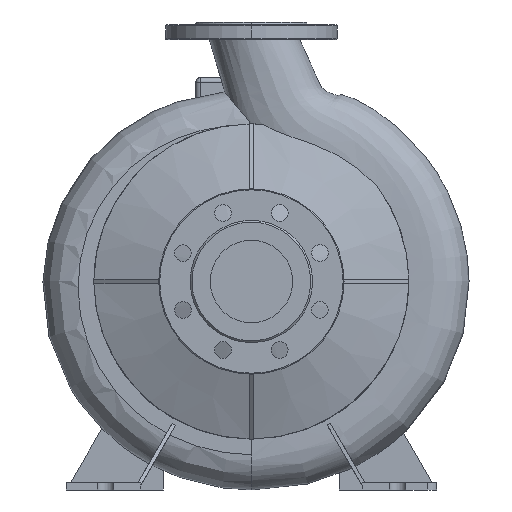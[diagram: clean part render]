
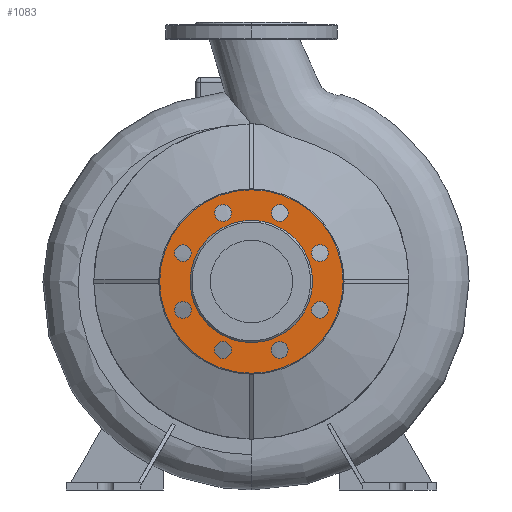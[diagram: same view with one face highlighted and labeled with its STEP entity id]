
A CAD part, left-side view. The second image highlights one B-rep face of the part: STEP entity #1083.
In plain terms, the highlighted planar face has unit normal (-1, 0, 0).
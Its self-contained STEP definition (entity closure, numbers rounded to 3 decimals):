
#130=CARTESIAN_POINT('',(-123.,66.0,225.0));
#131=VERTEX_POINT('',#130);
#140=CARTESIAN_POINT('',(-123.,-66.0,225.0));
#141=VERTEX_POINT('',#140);
#142=CARTESIAN_POINT('',(-123.,0.0,225.0));
#143=DIRECTION('',(1.0,0.0,0.0));
#144=DIRECTION('',(0.0,1.0,0.0));
#145=AXIS2_PLACEMENT_3D('',#142,#143,#144);
#146=CIRCLE('',#145,66.0);
#147=EDGE_CURVE('',#141,#131,#146,.T.);
#216=CARTESIAN_POINT('',(-123.,0.0,126.0));
#217=VERTEX_POINT('',#216);
#243=CARTESIAN_POINT('',(-123.,0.,324.0));
#244=VERTEX_POINT('',#243);
#252=CARTESIAN_POINT('',(-123.,0.0,225.0));
#253=DIRECTION('',(1.0,0.0,0.0));
#254=DIRECTION('',(0.0,-1.0,0.0));
#255=AXIS2_PLACEMENT_3D('',#252,#253,#254);
#256=CIRCLE('',#255,99.0);
#257=EDGE_CURVE('',#244,#217,#256,.T.);
#362=CARTESIAN_POINT('',(-123.,21.615,298.91));
#363=VERTEX_POINT('',#362);
#379=CARTESIAN_POINT('',(-123.,39.615,298.91));
#380=VERTEX_POINT('',#379);
#387=CARTESIAN_POINT('',(-123.,30.615,298.91));
#388=DIRECTION('',(1.0,0.0,0.0));
#389=DIRECTION('',(0.0,-1.0,0.0));
#390=AXIS2_PLACEMENT_3D('',#387,#388,#389);
#391=CIRCLE('',#390,9.0);
#392=EDGE_CURVE('',#363,#380,#391,.T.);
#404=CARTESIAN_POINT('',(-123.,67.546,261.979));
#405=VERTEX_POINT('',#404);
#421=CARTESIAN_POINT('',(-123.,80.274,249.251));
#422=VERTEX_POINT('',#421);
#429=CARTESIAN_POINT('',(-123.,73.91,255.615));
#430=DIRECTION('',(1.0,0.0,0.0));
#431=DIRECTION('',(0.0,-0.707,0.707));
#432=AXIS2_PLACEMENT_3D('',#429,#430,#431);
#433=CIRCLE('',#432,9.0);
#434=EDGE_CURVE('',#405,#422,#433,.T.);
#446=CARTESIAN_POINT('',(-123.,73.91,203.385));
#447=VERTEX_POINT('',#446);
#463=CARTESIAN_POINT('',(-123.,73.91,185.385));
#464=VERTEX_POINT('',#463);
#471=CARTESIAN_POINT('',(-123.,73.91,194.385));
#472=DIRECTION('',(1.0,0.0,0.0));
#473=DIRECTION('',(0.0,0.0,1.0));
#474=AXIS2_PLACEMENT_3D('',#471,#472,#473);
#475=CIRCLE('',#474,9.0);
#476=EDGE_CURVE('',#447,#464,#475,.T.);
#488=CARTESIAN_POINT('',(-123.,36.979,157.454));
#489=VERTEX_POINT('',#488);
#505=CARTESIAN_POINT('',(-123.,24.251,144.726));
#506=VERTEX_POINT('',#505);
#513=CARTESIAN_POINT('',(-123.,30.615,151.09));
#514=DIRECTION('',(1.0,0.0,0.0));
#515=DIRECTION('',(0.0,0.707,0.707));
#516=AXIS2_PLACEMENT_3D('',#513,#514,#515);
#517=CIRCLE('',#516,9.0);
#518=EDGE_CURVE('',#489,#506,#517,.T.);
#530=CARTESIAN_POINT('',(-123.,-21.615,151.09));
#531=VERTEX_POINT('',#530);
#547=CARTESIAN_POINT('',(-123.,-39.615,151.09));
#548=VERTEX_POINT('',#547);
#555=CARTESIAN_POINT('',(-123.,-30.615,151.09));
#556=DIRECTION('',(1.0,0.0,0.0));
#557=DIRECTION('',(0.0,1.0,0.0));
#558=AXIS2_PLACEMENT_3D('',#555,#556,#557);
#559=CIRCLE('',#558,9.0);
#560=EDGE_CURVE('',#531,#548,#559,.T.);
#572=CARTESIAN_POINT('',(-123.,-67.546,188.021));
#573=VERTEX_POINT('',#572);
#589=CARTESIAN_POINT('',(-123.,-80.274,200.749));
#590=VERTEX_POINT('',#589);
#597=CARTESIAN_POINT('',(-123.,-73.91,194.385));
#598=DIRECTION('',(1.0,0.0,0.0));
#599=DIRECTION('',(0.0,0.707,-0.707));
#600=AXIS2_PLACEMENT_3D('',#597,#598,#599);
#601=CIRCLE('',#600,9.0);
#602=EDGE_CURVE('',#573,#590,#601,.T.);
#614=CARTESIAN_POINT('',(-123.,-73.91,246.615));
#615=VERTEX_POINT('',#614);
#631=CARTESIAN_POINT('',(-123.,-73.91,264.615));
#632=VERTEX_POINT('',#631);
#639=CARTESIAN_POINT('',(-123.,-73.91,255.615));
#640=DIRECTION('',(1.0,0.0,0.0));
#641=DIRECTION('',(0.0,0.0,-1.0));
#642=AXIS2_PLACEMENT_3D('',#639,#640,#641);
#643=CIRCLE('',#642,9.0);
#644=EDGE_CURVE('',#615,#632,#643,.T.);
#656=CARTESIAN_POINT('',(-123.,-36.979,292.546));
#657=VERTEX_POINT('',#656);
#673=CARTESIAN_POINT('',(-123.,-24.251,305.274));
#674=VERTEX_POINT('',#673);
#681=CARTESIAN_POINT('',(-123.,-30.615,298.91));
#682=DIRECTION('',(1.,0.0,0.0));
#683=DIRECTION('',(0.0,-0.707,-0.707));
#684=AXIS2_PLACEMENT_3D('',#681,#682,#683);
#685=CIRCLE('',#684,9.0);
#686=EDGE_CURVE('',#657,#674,#685,.T.);
#697=CARTESIAN_POINT('',(-123.,-30.615,298.91));
#698=DIRECTION('',(1.,0.0,0.0));
#699=DIRECTION('',(0.0,-0.707,-0.707));
#700=AXIS2_PLACEMENT_3D('',#697,#698,#699);
#701=CIRCLE('',#700,9.0);
#702=EDGE_CURVE('',#674,#657,#701,.T.);
#721=CARTESIAN_POINT('',(-123.,-73.91,255.615));
#722=DIRECTION('',(1.0,0.0,0.0));
#723=DIRECTION('',(0.0,0.0,-1.0));
#724=AXIS2_PLACEMENT_3D('',#721,#722,#723);
#725=CIRCLE('',#724,9.0);
#726=EDGE_CURVE('',#632,#615,#725,.T.);
#745=CARTESIAN_POINT('',(-123.,-73.91,194.385));
#746=DIRECTION('',(1.0,0.0,0.0));
#747=DIRECTION('',(0.0,0.707,-0.707));
#748=AXIS2_PLACEMENT_3D('',#745,#746,#747);
#749=CIRCLE('',#748,9.0);
#750=EDGE_CURVE('',#590,#573,#749,.T.);
#769=CARTESIAN_POINT('',(-123.,-30.615,151.09));
#770=DIRECTION('',(1.0,0.0,0.0));
#771=DIRECTION('',(0.0,1.0,0.0));
#772=AXIS2_PLACEMENT_3D('',#769,#770,#771);
#773=CIRCLE('',#772,9.0);
#774=EDGE_CURVE('',#548,#531,#773,.T.);
#793=CARTESIAN_POINT('',(-123.,30.615,151.09));
#794=DIRECTION('',(1.0,0.0,0.0));
#795=DIRECTION('',(0.0,0.707,0.707));
#796=AXIS2_PLACEMENT_3D('',#793,#794,#795);
#797=CIRCLE('',#796,9.0);
#798=EDGE_CURVE('',#506,#489,#797,.T.);
#817=CARTESIAN_POINT('',(-123.,73.91,194.385));
#818=DIRECTION('',(1.0,0.0,0.0));
#819=DIRECTION('',(0.0,0.0,1.0));
#820=AXIS2_PLACEMENT_3D('',#817,#818,#819);
#821=CIRCLE('',#820,9.0);
#822=EDGE_CURVE('',#464,#447,#821,.T.);
#841=CARTESIAN_POINT('',(-123.,73.91,255.615));
#842=DIRECTION('',(1.0,0.0,0.0));
#843=DIRECTION('',(0.0,-0.707,0.707));
#844=AXIS2_PLACEMENT_3D('',#841,#842,#843);
#845=CIRCLE('',#844,9.0);
#846=EDGE_CURVE('',#422,#405,#845,.T.);
#865=CARTESIAN_POINT('',(-123.,30.615,298.91));
#866=DIRECTION('',(1.0,0.0,0.0));
#867=DIRECTION('',(0.0,-1.0,0.0));
#868=AXIS2_PLACEMENT_3D('',#865,#866,#867);
#869=CIRCLE('',#868,9.0);
#870=EDGE_CURVE('',#380,#363,#869,.T.);
#943=CARTESIAN_POINT('',(-123.,99.0,225.0));
#944=VERTEX_POINT('',#943);
#945=CARTESIAN_POINT('',(-123.,0.0,225.0));
#946=DIRECTION('',(1.0,0.0,0.0));
#947=DIRECTION('',(0.0,-1.0,0.0));
#948=AXIS2_PLACEMENT_3D('',#945,#946,#947);
#949=CIRCLE('',#948,99.0);
#950=EDGE_CURVE('',#217,#944,#949,.T.);
#952=CARTESIAN_POINT('',(-123.,0.0,225.0));
#953=DIRECTION('',(1.0,0.0,0.0));
#954=DIRECTION('',(0.0,-1.0,0.0));
#955=AXIS2_PLACEMENT_3D('',#952,#953,#954);
#956=CIRCLE('',#955,99.0);
#957=EDGE_CURVE('',#944,#244,#956,.T.);
#1027=CARTESIAN_POINT('',(-123.,0.0,225.0));
#1028=DIRECTION('',(1.0,0.0,0.0));
#1029=DIRECTION('',(0.0,1.0,0.0));
#1030=AXIS2_PLACEMENT_3D('',#1027,#1028,#1029);
#1031=CIRCLE('',#1030,66.0);
#1032=EDGE_CURVE('',#131,#141,#1031,.T.);
#1037=CARTESIAN_POINT('',(-123.,-56.569,281.569));
#1038=DIRECTION('',(-1.0,0.0,0.0));
#1039=DIRECTION('',(0.0,-1.0,0.0));
#1040=AXIS2_PLACEMENT_3D('',#1037,#1038,#1039);
#1041=PLANE('',#1040);
#1042=ORIENTED_EDGE('',*,*,#957,.F.);
#1043=ORIENTED_EDGE('',*,*,#950,.F.);
#1044=ORIENTED_EDGE('',*,*,#257,.F.);
#1045=EDGE_LOOP('',(#1042,#1043,#1044));
#1046=FACE_OUTER_BOUND('',#1045,.T.);
#1047=ORIENTED_EDGE('',*,*,#702,.T.);
#1048=ORIENTED_EDGE('',*,*,#686,.T.);
#1049=EDGE_LOOP('',(#1047,#1048));
#1050=FACE_BOUND('',#1049,.T.);
#1051=ORIENTED_EDGE('',*,*,#726,.T.);
#1052=ORIENTED_EDGE('',*,*,#644,.T.);
#1053=EDGE_LOOP('',(#1051,#1052));
#1054=FACE_BOUND('',#1053,.T.);
#1055=ORIENTED_EDGE('',*,*,#750,.T.);
#1056=ORIENTED_EDGE('',*,*,#602,.T.);
#1057=EDGE_LOOP('',(#1055,#1056));
#1058=FACE_BOUND('',#1057,.T.);
#1059=ORIENTED_EDGE('',*,*,#774,.T.);
#1060=ORIENTED_EDGE('',*,*,#560,.T.);
#1061=EDGE_LOOP('',(#1059,#1060));
#1062=FACE_BOUND('',#1061,.T.);
#1063=ORIENTED_EDGE('',*,*,#798,.T.);
#1064=ORIENTED_EDGE('',*,*,#518,.T.);
#1065=EDGE_LOOP('',(#1063,#1064));
#1066=FACE_BOUND('',#1065,.T.);
#1067=ORIENTED_EDGE('',*,*,#822,.T.);
#1068=ORIENTED_EDGE('',*,*,#476,.T.);
#1069=EDGE_LOOP('',(#1067,#1068));
#1070=FACE_BOUND('',#1069,.T.);
#1071=ORIENTED_EDGE('',*,*,#846,.T.);
#1072=ORIENTED_EDGE('',*,*,#434,.T.);
#1073=EDGE_LOOP('',(#1071,#1072));
#1074=FACE_BOUND('',#1073,.T.);
#1075=ORIENTED_EDGE('',*,*,#870,.T.);
#1076=ORIENTED_EDGE('',*,*,#392,.T.);
#1077=EDGE_LOOP('',(#1075,#1076));
#1078=FACE_BOUND('',#1077,.T.);
#1079=ORIENTED_EDGE('',*,*,#1032,.T.);
#1080=ORIENTED_EDGE('',*,*,#147,.T.);
#1081=EDGE_LOOP('',(#1079,#1080));
#1082=FACE_BOUND('',#1081,.T.);
#1083=ADVANCED_FACE('',(#1046,#1050,#1054,#1058,#1062,#1066,#1070,#1074,#1078,#1082),#1041,.T.);
